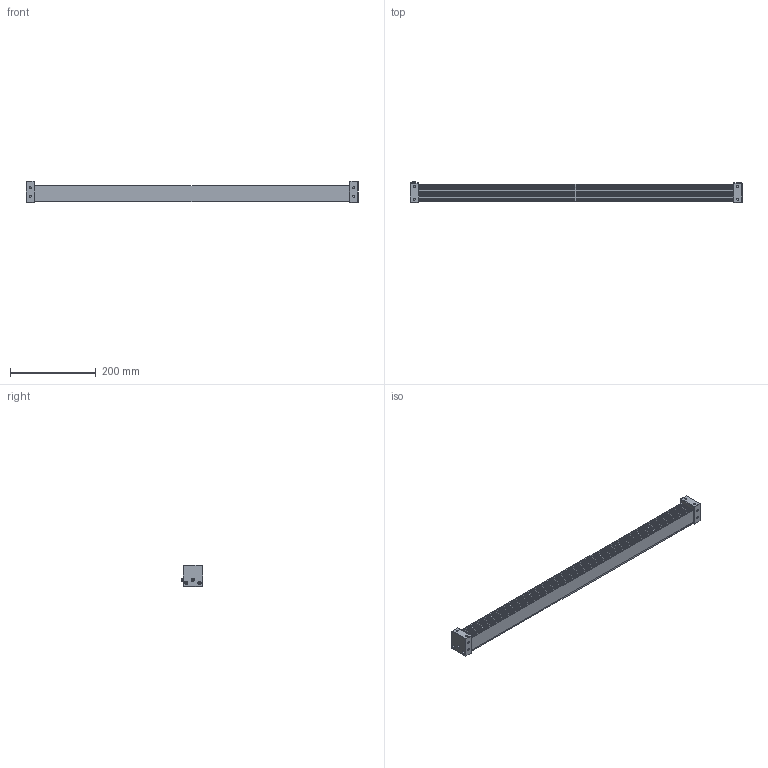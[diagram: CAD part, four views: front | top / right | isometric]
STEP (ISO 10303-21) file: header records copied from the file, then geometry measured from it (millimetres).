
FILE_DESCRIPTION( ( 'Unknown' ), '1' );
FILE_NAME( 'LL-735.stp', 'Unknown', ( 'Unknown' ), ( 'Unknown' ), 'PSStep 14.0', 'Unknown', ' ' );
FILE_SCHEMA( ( 'AUTOMOTIVE_DESIGN { 1 0 10303 214 1 1 1 1 }' ) );
Length unit declared in the file: millimetre
Products named in the file (1): Emile_Maurin_39401_Vis_Taptite_2000_SN_117_TFZ_3x8___ZN___DIN_965
Bounding box: 775 x 50.05 x 50 mm (x, y, z)
Volume: 739851.1 mm3; surface area: 436524.9 mm2
Topology: 1 solids, 47 shells, 1143 faces, 3026 edges, 1989 vertices
Faces by surface type: plane 854, cylinder 175, cone 87, torus 26, bspline 1
Full cylindrical faces by diameter (mm): 0.7 x3, 1 x6, 1.567 x26, 2.459 x22, 3 x22, 3.2 x22, 3.242 x6, 4.3 x6, 4.917 x8, 5.6 x4, 5.8 x2, 5.9 x1, 6.8 x1, 6.804 x1, 7 x1, 8 x7
Entity records: 41685 total; most frequent: CARTESIAN_POINT 5728, DIRECTION 5280, ORIENTED_EDGE 5234, EDGE_CURVE 2617, LINE 2226, VECTOR 2226, VERTEX_POINT 1891, AXIS2_PLACEMENT_3D 1527
